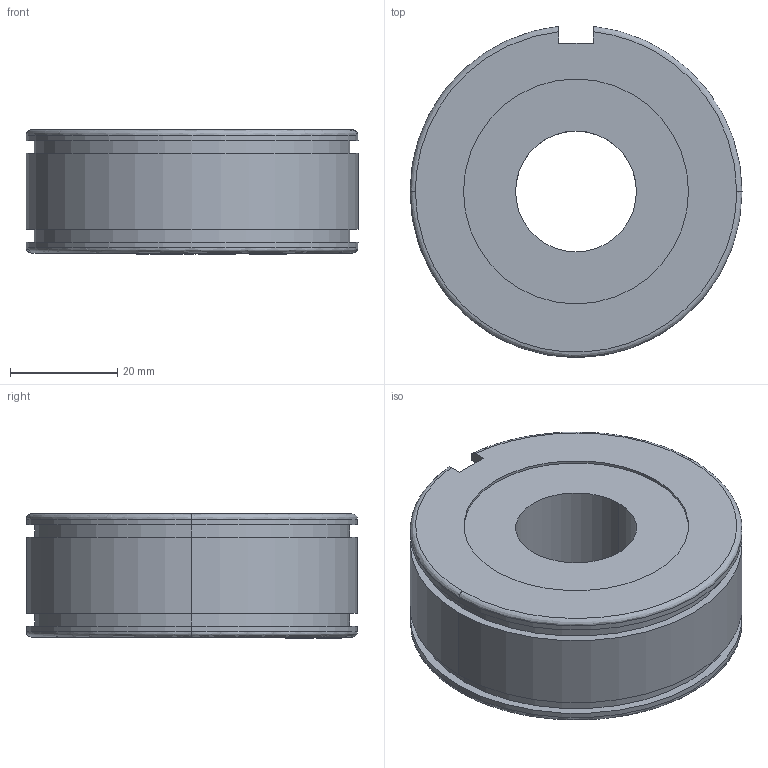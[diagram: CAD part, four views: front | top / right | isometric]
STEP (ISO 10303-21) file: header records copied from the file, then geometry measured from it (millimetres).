
FILE_DESCRIPTION (( 'STEP AP214' ), '1' );
FILE_NAME ('SMR4-BSK.step', '2016-11-22T21:14:11', ( '' ), ( '' ), 'SwSTEP 2.0', 'SolidWorks 2016', '' );
FILE_SCHEMA (( 'AUTOMOTIVE_DESIGN' ));
Length unit declared in the file: inch
Products named in the file (1): SMR4-BSK
Bounding box: 62 x 61.84 x 23.2 mm (x, y, z)
Volume: 57366.6 mm3; surface area: 12417.7 mm2
Topology: 1 solids, 1 shells, 162 faces, 434 edges, 288 vertices
Faces by surface type: plane 89, bspline 50, cylinder 23
Entity records: 7395 total; most frequent: CARTESIAN_POINT 3595, ORIENTED_EDGE 868, DIRECTION 612, EDGE_CURVE 434, VERTEX_POINT 288, VECTOR 286, LINE 286, EDGE_LOOP 178
